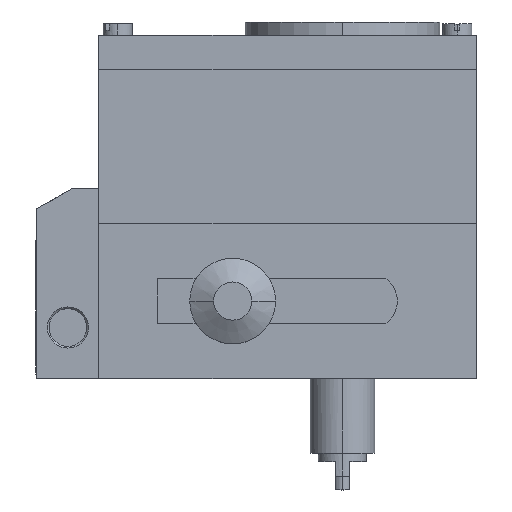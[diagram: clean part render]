
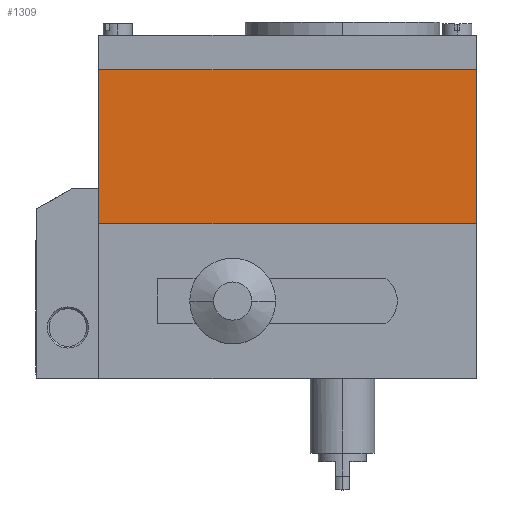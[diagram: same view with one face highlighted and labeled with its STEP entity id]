
A CAD part, top view. The second image highlights one B-rep face of the part: STEP entity #1309.
In plain terms, the highlighted planar face has unit normal (0, 0, 1).
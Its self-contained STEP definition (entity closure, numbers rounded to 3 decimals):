
#70 = CARTESIAN_POINT ( 'NONE',  ( 39., 45., 45. ) ) ;
#333 = AXIS2_PLACEMENT_3D ( 'NONE', #8660, #3009, #9579 ) ;
#354 = CARTESIAN_POINT ( 'NONE',  ( 39., 45., 45. ) ) ;
#407 = CARTESIAN_POINT ( 'NONE',  ( -71., 45., 45. ) ) ;
#566 = ORIENTED_EDGE ( 'NONE', *, *, #2158, .T. ) ;
#596 = VECTOR ( 'NONE', #2911, 1000. ) ;
#878 = VECTOR ( 'NONE', #4422, 1000. ) ;
#1256 = VERTEX_POINT ( 'NONE', #2189 ) ;
#1309 = ADVANCED_FACE ( 'NONE', ( #7828 ), #5827, .F. ) ;
#1502 = CARTESIAN_POINT ( 'NONE',  ( 39., 0., 45. ) ) ;
#1535 = VERTEX_POINT ( 'NONE', #1502 ) ;
#1765 = DIRECTION ( 'NONE',  ( 0., 1., 0. ) ) ;
#2158 = EDGE_CURVE ( 'NONE', #8761, #2285, #6202, .T. ) ;
#2189 = CARTESIAN_POINT ( 'NONE',  ( -71., 0., 45. ) ) ;
#2285 = VERTEX_POINT ( 'NONE', #407 ) ;
#2335 = EDGE_CURVE ( 'NONE', #1256, #2285, #7962, .T. ) ;
#2461 = EDGE_CURVE ( 'NONE', #1256, #1535, #8392, .T. ) ;
#2468 = ORIENTED_EDGE ( 'NONE', *, *, #2335, .F. ) ;
#2534 = EDGE_CURVE ( 'NONE', #1535, #8761, #9392, .T. ) ;
#2911 = DIRECTION ( 'NONE',  ( -1., 0., 0. ) ) ;
#3009 = DIRECTION ( 'NONE',  ( 0., 0., -1. ) ) ;
#4422 = DIRECTION ( 'NONE',  ( 1., 0., 0. ) ) ;
#5169 = CARTESIAN_POINT ( 'NONE',  ( -71., -148.661, 45. ) ) ;
#5827 = PLANE ( 'NONE',  #333 ) ;
#6202 = LINE ( 'NONE', #70, #596 ) ;
#7828 = FACE_OUTER_BOUND ( 'NONE', #9772, .T. ) ;
#7962 = LINE ( 'NONE', #5169, #10097 ) ;
#8392 = LINE ( 'NONE', #10030, #878 ) ;
#8660 = CARTESIAN_POINT ( 'NONE',  ( 39., -148.661, 45. ) ) ;
#8761 = VERTEX_POINT ( 'NONE', #354 ) ;
#8977 = DIRECTION ( 'NONE',  ( 0., 1., 0. ) ) ;
#9113 = VECTOR ( 'NONE', #1765, 1000. ) ;
#9335 = ORIENTED_EDGE ( 'NONE', *, *, #2534, .T. ) ;
#9392 = LINE ( 'NONE', #12003, #9113 ) ;
#9579 = DIRECTION ( 'NONE',  ( -1., 0., 0. ) ) ;
#9772 = EDGE_LOOP ( 'NONE', ( #2468, #11225, #9335, #566 ) ) ;
#10030 = CARTESIAN_POINT ( 'NONE',  ( 39., 0., 45. ) ) ;
#10097 = VECTOR ( 'NONE', #8977, 1000. ) ;
#11225 = ORIENTED_EDGE ( 'NONE', *, *, #2461, .T. ) ;
#12003 = CARTESIAN_POINT ( 'NONE',  ( 39., -148.661, 45. ) ) ;
